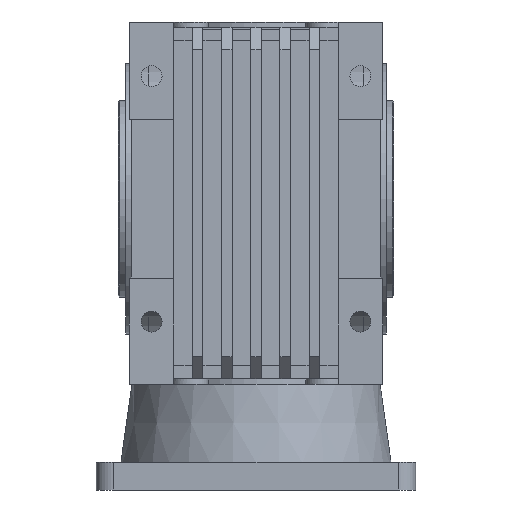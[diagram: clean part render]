
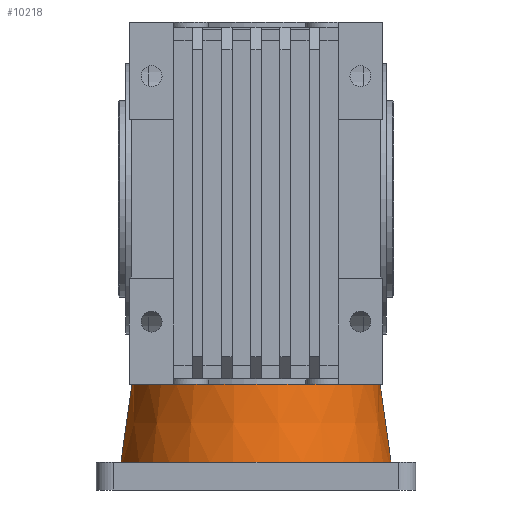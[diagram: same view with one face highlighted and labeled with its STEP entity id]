
A CAD part, front view. The second image highlights one B-rep face of the part: STEP entity #10218.
In plain terms, the highlighted conical face has half-angle 8 degrees and reference radius 55 mm.
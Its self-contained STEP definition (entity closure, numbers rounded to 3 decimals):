
#234 = CARTESIAN_POINT ( 'NONE',  ( 50.538, 63., -75.5 ) ) ;
#2434 = ORIENTED_EDGE ( 'NONE', *, *, #18039, .T. ) ;
#2468 = EDGE_LOOP ( 'NONE', ( #8380, #14599, #2434, #10235 ) ) ;
#2658 = EDGE_CURVE ( 'NONE', #11072, #20092, #6705, .T. ) ;
#2794 = EDGE_CURVE ( 'NONE', #9747, #20092, #15219, .T. ) ;
#3774 = VECTOR ( 'NONE', #13387, 1000. ) ;
#4815 = CIRCLE ( 'NONE', #7983, 50.538 ) ;
#5384 = CARTESIAN_POINT ( 'NONE',  ( -55., 63., -107.25 ) ) ;
#6563 = LINE ( 'NONE', #5384, #10305 ) ;
#6705 = CIRCLE ( 'NONE', #8337, 55. ) ;
#7548 = EDGE_CURVE ( 'NONE', #8483, #9747, #4815, .T. ) ;
#7837 = CARTESIAN_POINT ( 'NONE',  ( 0., 63., -75.5 ) ) ;
#7983 = AXIS2_PLACEMENT_3D ( 'NONE', #7837, #21423, #9687 ) ;
#8337 = AXIS2_PLACEMENT_3D ( 'NONE', #16266, #11220, #19480 ) ;
#8380 = ORIENTED_EDGE ( 'NONE', *, *, #2794, .F. ) ;
#8483 = VERTEX_POINT ( 'NONE', #9212 ) ;
#9212 = CARTESIAN_POINT ( 'NONE',  ( -50.538, 63., -75.5 ) ) ;
#9384 = AXIS2_PLACEMENT_3D ( 'NONE', #21962, #22038, #11893 ) ;
#9687 = DIRECTION ( 'NONE',  ( 1., 0., 0. ) ) ;
#9747 = VERTEX_POINT ( 'NONE', #234 ) ;
#9850 = CARTESIAN_POINT ( 'NONE',  ( 55., 63., -107.25 ) ) ;
#10218 = ADVANCED_FACE ( 'NONE', ( #20726 ), #19371, .T. ) ;
#10235 = ORIENTED_EDGE ( 'NONE', *, *, #2658, .T. ) ;
#10305 = VECTOR ( 'NONE', #18985, 1000. ) ;
#11072 = VERTEX_POINT ( 'NONE', #16895 ) ;
#11220 = DIRECTION ( 'NONE',  ( 0., 0., 1. ) ) ;
#11893 = DIRECTION ( 'NONE',  ( -1., 0., 0. ) ) ;
#12363 = CARTESIAN_POINT ( 'NONE',  ( 55., 63., -107.25 ) ) ;
#13387 = DIRECTION ( 'NONE',  ( 0.139, 0., -0.99 ) ) ;
#14599 = ORIENTED_EDGE ( 'NONE', *, *, #7548, .F. ) ;
#15219 = LINE ( 'NONE', #9850, #3774 ) ;
#16266 = CARTESIAN_POINT ( 'NONE',  ( 0., 63., -107.25 ) ) ;
#16895 = CARTESIAN_POINT ( 'NONE',  ( -55., 63., -107.25 ) ) ;
#18039 = EDGE_CURVE ( 'NONE', #8483, #11072, #6563, .T. ) ;
#18985 = DIRECTION ( 'NONE',  ( -0.139, 0., -0.99 ) ) ;
#19371 = CONICAL_SURFACE ( 'NONE', #9384, 55., 0.14 ) ;
#19480 = DIRECTION ( 'NONE',  ( 1., 0., 0. ) ) ;
#20092 = VERTEX_POINT ( 'NONE', #12363 ) ;
#20726 = FACE_OUTER_BOUND ( 'NONE', #2468, .T. ) ;
#21423 = DIRECTION ( 'NONE',  ( 0., 0., 1. ) ) ;
#21962 = CARTESIAN_POINT ( 'NONE',  ( 0., 63., -107.25 ) ) ;
#22038 = DIRECTION ( 'NONE',  ( 0., 0., -1. ) ) ;
